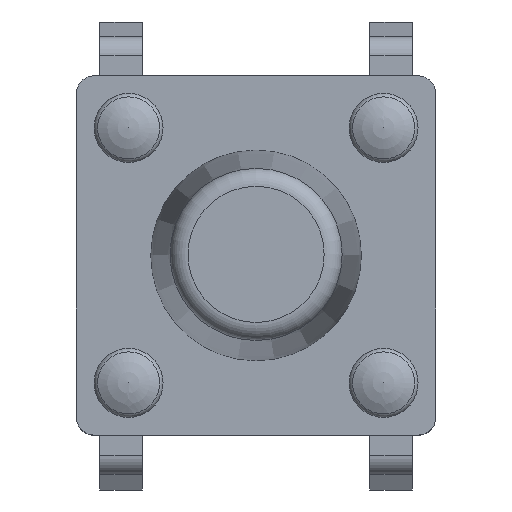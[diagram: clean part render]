
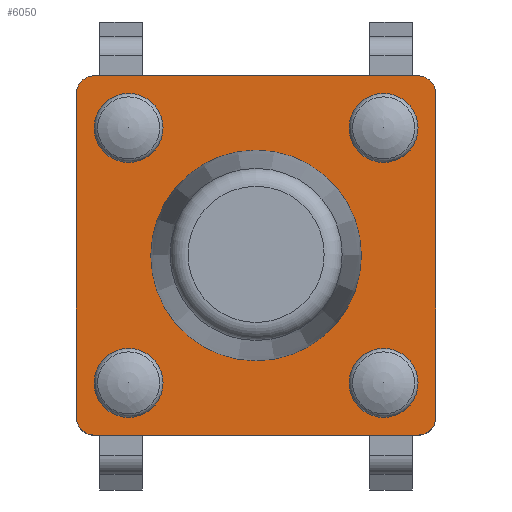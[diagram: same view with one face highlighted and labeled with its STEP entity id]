
A CAD part, top view. The second image highlights one B-rep face of the part: STEP entity #6050.
In plain terms, the highlighted planar face has unit normal (0, 0, 1).
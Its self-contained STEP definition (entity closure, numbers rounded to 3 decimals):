
#350=FACE_BOUND('',#2112,.T.);
#351=FACE_BOUND('',#2113,.T.);
#352=FACE_BOUND('',#2114,.T.);
#353=FACE_BOUND('',#2115,.T.);
#600=LINE('',#9012,#1217);
#604=LINE('',#9021,#1221);
#606=LINE('',#9028,#1223);
#607=LINE('',#9032,#1224);
#1217=VECTOR('',#7469,5.39);
#1221=VECTOR('',#7479,5.39);
#1223=VECTOR('',#7487,5.39);
#1224=VECTOR('',#7490,5.39);
#1757=FACE_OUTER_BOUND('',#2111,.T.);
#2111=EDGE_LOOP('',(#4471,#4472,#4473,#4474,#4475,#4476,#4477,#4478));
#2112=EDGE_LOOP('',(#4479,#4480));
#2113=EDGE_LOOP('',(#4481));
#2114=EDGE_LOOP('',(#4482));
#2115=EDGE_LOOP('',(#4483));
#2431=CIRCLE('',#6629,0.575);
#2433=CIRCLE('',#6632,0.575);
#2435=CIRCLE('',#6635,0.575);
#2437=CIRCLE('',#6638,0.575);
#2439=CIRCLE('',#6640,0.575);
#2444=CIRCLE('',#6648,0.3);
#2445=CIRCLE('',#6651,0.3);
#2446=CIRCLE('',#6653,0.3);
#2447=CIRCLE('',#6654,0.3);
#2620=VERTEX_POINT('',#8966);
#2622=VERTEX_POINT('',#8972);
#2624=VERTEX_POINT('',#8978);
#2626=VERTEX_POINT('',#8984);
#2627=VERTEX_POINT('',#8985);
#2637=VERTEX_POINT('',#9009);
#2638=VERTEX_POINT('',#9011);
#2639=VERTEX_POINT('',#9015);
#2640=VERTEX_POINT('',#9019);
#2641=VERTEX_POINT('',#9023);
#2642=VERTEX_POINT('',#9027);
#2643=VERTEX_POINT('',#9029);
#2644=VERTEX_POINT('',#9031);
#3295=EDGE_CURVE('',#2620,#2620,#2431,.T.);
#3298=EDGE_CURVE('',#2622,#2622,#2433,.T.);
#3301=EDGE_CURVE('',#2624,#2624,#2435,.T.);
#3304=EDGE_CURVE('',#2626,#2627,#2437,.T.);
#3307=EDGE_CURVE('',#2627,#2626,#2439,.T.);
#3317=EDGE_CURVE('',#2637,#2638,#600,.T.);
#3320=EDGE_CURVE('',#2637,#2639,#2444,.T.);
#3322=EDGE_CURVE('',#2640,#2639,#604,.T.);
#3324=EDGE_CURVE('',#2640,#2641,#2445,.T.);
#3325=EDGE_CURVE('',#2642,#2641,#606,.T.);
#3326=EDGE_CURVE('',#2642,#2643,#2446,.T.);
#3327=EDGE_CURVE('',#2644,#2643,#607,.T.);
#3328=EDGE_CURVE('',#2644,#2638,#2447,.T.);
#4471=ORIENTED_EDGE('',*,*,#3324,.T.);
#4472=ORIENTED_EDGE('',*,*,#3325,.F.);
#4473=ORIENTED_EDGE('',*,*,#3326,.T.);
#4474=ORIENTED_EDGE('',*,*,#3327,.F.);
#4475=ORIENTED_EDGE('',*,*,#3328,.T.);
#4476=ORIENTED_EDGE('',*,*,#3317,.F.);
#4477=ORIENTED_EDGE('',*,*,#3320,.T.);
#4478=ORIENTED_EDGE('',*,*,#3322,.F.);
#4479=ORIENTED_EDGE('',*,*,#3304,.F.);
#4480=ORIENTED_EDGE('',*,*,#3307,.F.);
#4481=ORIENTED_EDGE('',*,*,#3301,.T.);
#4482=ORIENTED_EDGE('',*,*,#3298,.F.);
#4483=ORIENTED_EDGE('',*,*,#3295,.T.);
#5803=PLANE('',#6652);
#6050=ADVANCED_FACE('',(#1757,#350,#351,#352,#353),#5803,.F.);
#6629=AXIS2_PLACEMENT_3D('',#8967,#7424,#7425);
#6632=AXIS2_PLACEMENT_3D('',#8973,#7431,#7432);
#6635=AXIS2_PLACEMENT_3D('',#8979,#7438,#7439);
#6638=AXIS2_PLACEMENT_3D('',#8986,#7445,#7446);
#6640=AXIS2_PLACEMENT_3D('',#8990,#7450,#7451);
#6648=AXIS2_PLACEMENT_3D('',#9017,#7474,#7475);
#6651=AXIS2_PLACEMENT_3D('',#9025,#7483,#7484);
#6652=AXIS2_PLACEMENT_3D('',#9026,#7485,#7486);
#6653=AXIS2_PLACEMENT_3D('',#9030,#7488,#7489);
#6654=AXIS2_PLACEMENT_3D('',#9033,#7491,#7492);
#7424=DIRECTION('center_axis',(0.,0.,-1.));
#7425=DIRECTION('ref_axis',(1.,0.,0.));
#7431=DIRECTION('center_axis',(0.,0.,1.));
#7432=DIRECTION('ref_axis',(-1.,0.,0.));
#7438=DIRECTION('center_axis',(0.,0.,-1.));
#7439=DIRECTION('ref_axis',(-1.,0.,0.));
#7445=DIRECTION('center_axis',(0.,0.,1.));
#7446=DIRECTION('ref_axis',(1.,0.,0.));
#7450=DIRECTION('center_axis',(0.,0.,1.));
#7451=DIRECTION('ref_axis',(1.,0.,0.));
#7469=DIRECTION('',(1.,0.,0.));
#7474=DIRECTION('center_axis',(0.,0.,1.));
#7475=DIRECTION('ref_axis',(0.,1.,0.));
#7479=DIRECTION('',(0.,1.,0.));
#7483=DIRECTION('center_axis',(0.,0.,1.));
#7484=DIRECTION('ref_axis',(-1.,0.,0.));
#7485=DIRECTION('center_axis',(0.,0.,-1.));
#7486=DIRECTION('ref_axis',(0.,-1.,0.));
#7487=DIRECTION('',(-1.,0.,0.));
#7488=DIRECTION('center_axis',(0.,0.,1.));
#7489=DIRECTION('ref_axis',(0.,-1.,0.));
#7490=DIRECTION('',(0.,-1.,0.));
#7491=DIRECTION('center_axis',(0.,0.,1.));
#7492=DIRECTION('ref_axis',(1.,0.,0.));
#8966=CARTESIAN_POINT('',(2.7,-2.125,-9.4));
#8967=CARTESIAN_POINT('Origin',(2.125,-2.125,-9.4));
#8972=CARTESIAN_POINT('',(-1.55,-2.125,-9.4));
#8973=CARTESIAN_POINT('Origin',(-2.125,-2.125,-9.4));
#8978=CARTESIAN_POINT('',(-1.55,2.125,-9.4));
#8979=CARTESIAN_POINT('Origin',(-2.125,2.125,-9.4));
#8984=CARTESIAN_POINT('',(1.55,2.125,-9.4));
#8985=CARTESIAN_POINT('',(2.7,2.125,-9.4));
#8986=CARTESIAN_POINT('Origin',(2.125,2.125,-9.4));
#8990=CARTESIAN_POINT('Origin',(2.125,2.125,-9.4));
#9009=CARTESIAN_POINT('',(-2.695,2.995,-9.4));
#9011=CARTESIAN_POINT('',(2.695,2.995,-9.4));
#9012=CARTESIAN_POINT('',(-2.695,2.995,-9.4));
#9015=CARTESIAN_POINT('',(-2.995,2.695,-9.4));
#9017=CARTESIAN_POINT('Origin',(-2.695,2.695,-9.4));
#9019=CARTESIAN_POINT('',(-2.995,-2.695,-9.4));
#9021=CARTESIAN_POINT('',(-2.995,-2.695,-9.4));
#9023=CARTESIAN_POINT('',(-2.695,-2.995,-9.4));
#9025=CARTESIAN_POINT('Origin',(-2.695,-2.695,-9.4));
#9026=CARTESIAN_POINT('Origin',(0.,0.,-9.4));
#9027=CARTESIAN_POINT('',(2.695,-2.995,-9.4));
#9028=CARTESIAN_POINT('',(2.695,-2.995,-9.4));
#9029=CARTESIAN_POINT('',(2.995,-2.695,-9.4));
#9030=CARTESIAN_POINT('Origin',(2.695,-2.695,-9.4));
#9031=CARTESIAN_POINT('',(2.995,2.695,-9.4));
#9032=CARTESIAN_POINT('',(2.995,2.695,-9.4));
#9033=CARTESIAN_POINT('Origin',(2.695,2.695,-9.4));
